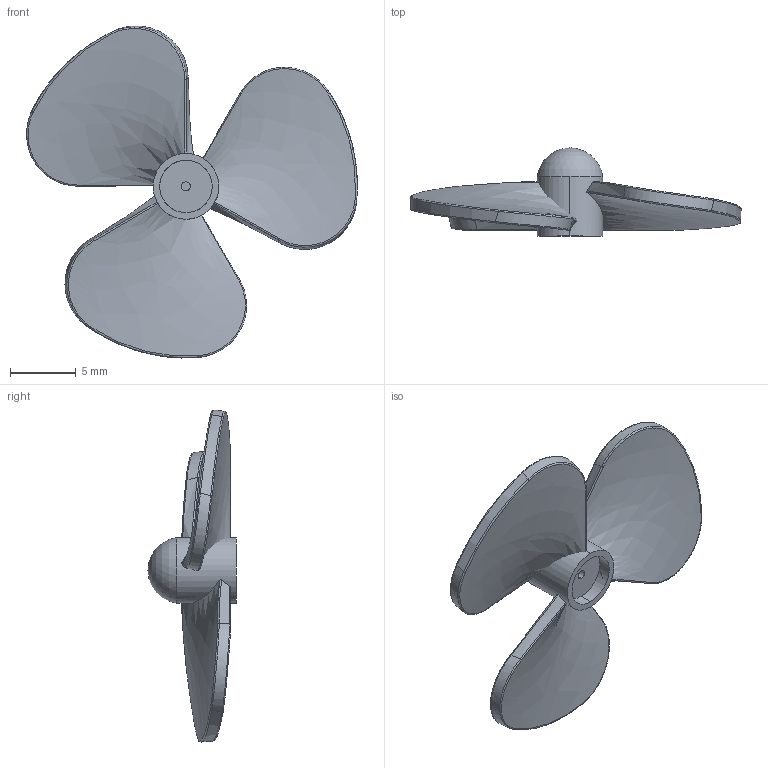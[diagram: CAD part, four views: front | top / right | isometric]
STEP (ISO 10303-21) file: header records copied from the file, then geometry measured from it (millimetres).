
FILE_DESCRIPTION (( 'STEP AP214' ), '1' );
FILE_NAME ('PropellerStructure.STEP', '2024-09-23T06:52:56', ( '' ), ( '' ), 'SwSTEP 2.0', 'SolidWorks 2023', '' );
FILE_SCHEMA (( 'AUTOMOTIVE_DESIGN' ));
Length unit declared in the file: centimetre
Products named in the file (1): PropellerStructure
Bounding box: 25.12 x 6.7 x 25.23 mm (x, y, z)
Volume: 461.8 mm3; surface area: 958.3 mm2
Topology: 2 solids, 2 shells, 65 faces, 157 edges, 98 vertices
Faces by surface type: bspline 55, cylinder 6, plane 3, sphere 1
Entity records: 5081 total; most frequent: CARTESIAN_POINT 3939, ORIENTED_EDGE 308, EDGE_CURVE 154, B_SPLINE_CURVE_WITH_KNOTS 109, DIRECTION 105, VERTEX_POINT 96, EDGE_LOOP 68, ADVANCED_FACE 65
